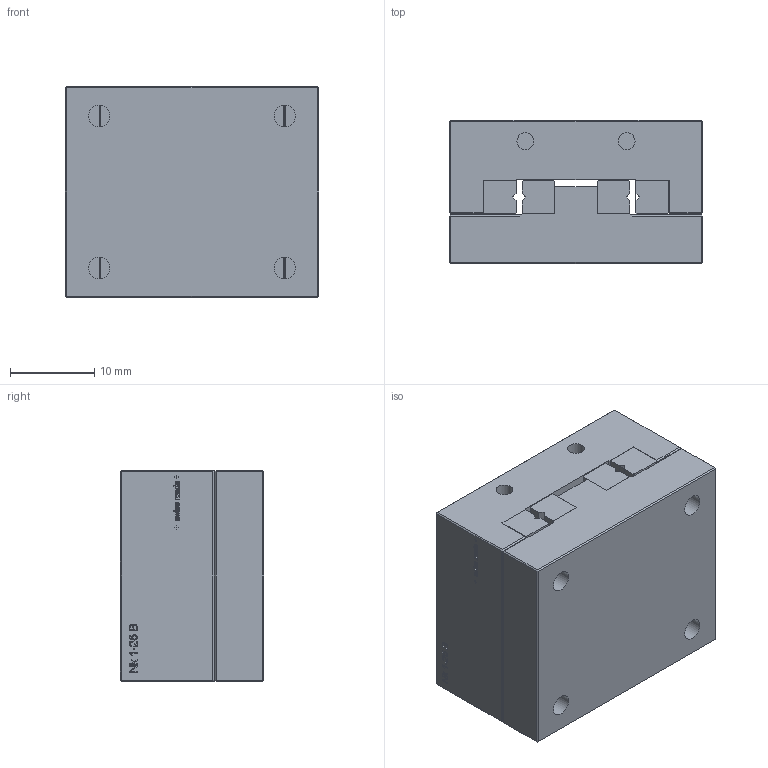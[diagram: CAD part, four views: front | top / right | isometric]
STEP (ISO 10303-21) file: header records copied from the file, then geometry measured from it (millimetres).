
FILE_DESCRIPTION(('FreeCAD Model'),'2;1');
FILE_NAME('Nk 1-25 B.step', '2020-04-16T20:49:42',('Author'),(''), 'Open CASCADE STEP processor 6.8','FreeCAD','Unknown');
FILE_SCHEMA(('AUTOMOTIVE_DESIGN_CC2 { 1 2 10303 214 -1 1 5 4 }'));
Length unit declared in the file: millimetre
Products named in the file (3): ASSEMBLY; UT; OT
Assembly tree (2 placements, depth 2):
  ASSEMBLY
    UT
    OT
Bounding box: 30 x 17 x 25 mm (x, y, z)
Volume: 12059.4 mm3; surface area: 7194.4 mm2
Topology: 6 solids, 6 shells, 566 faces, 1518 edges, 994 vertices
Faces by surface type: plane 311, extrusion 239, cylinder 14, cone 2
Full cylindrical faces by diameter (mm): 2 x6, 2.55 x4, 4.3 x4
Entity records: 37571 total; most frequent: CARTESIAN_POINT 8555, DIRECTION 4489, VECTOR 3743, LINE 3504, ORIENTED_EDGE 3040, PCURVE 3036, DEFINITIONAL_REPRESENTATION 3036, EDGE_CURVE 1518
